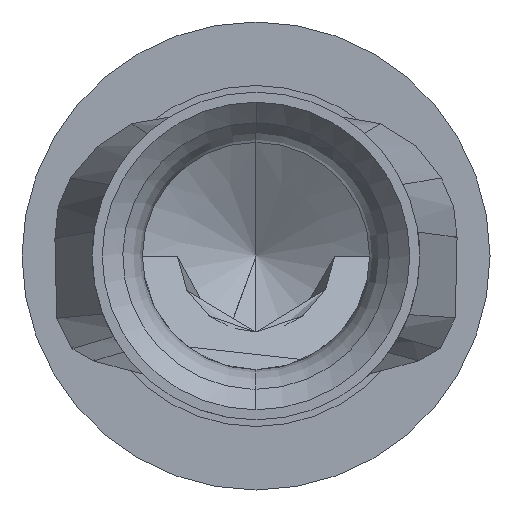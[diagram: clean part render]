
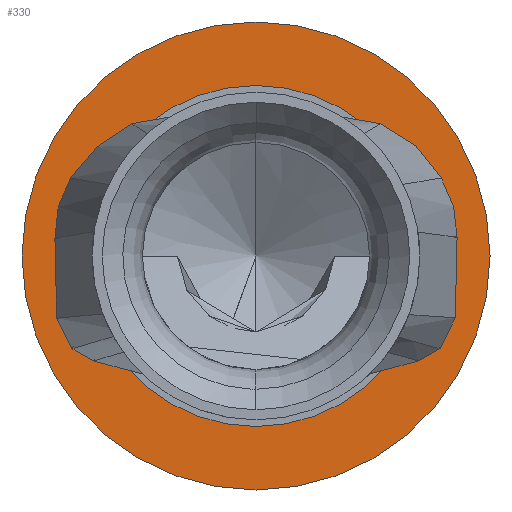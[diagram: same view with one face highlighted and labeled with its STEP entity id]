
A CAD part, left-side view. The second image highlights one B-rep face of the part: STEP entity #330.
In plain terms, the highlighted planar face has unit normal (-1, 0, 0).
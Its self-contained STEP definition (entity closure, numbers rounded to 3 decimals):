
#44=FACE_BOUND('',#544,.T.);
#45=FACE_BOUND('',#545,.T.);
#330=ADVANCED_FACE('',(#44,#45),#381,.F.);
#381=PLANE('',#1737);
#544=EDGE_LOOP('',(#940,#941));
#545=EDGE_LOOP('',(#942,#943));
#940=ORIENTED_EDGE('',*,*,#1500,.F.);
#941=ORIENTED_EDGE('',*,*,#1501,.F.);
#942=ORIENTED_EDGE('',*,*,#1496,.F.);
#943=ORIENTED_EDGE('',*,*,#1499,.F.);
#1289=VERTEX_POINT('',#2856);
#1290=VERTEX_POINT('',#2857);
#1291=VERTEX_POINT('',#2864);
#1292=VERTEX_POINT('',#2865);
#1496=EDGE_CURVE('',#1289,#1290,#1625,.T.);
#1499=EDGE_CURVE('',#1290,#1289,#1626,.T.);
#1500=EDGE_CURVE('',#1291,#1292,#1627,.T.);
#1501=EDGE_CURVE('',#1292,#1291,#1628,.T.);
#1625=CIRCLE('',#1731,1.75);
#1626=CIRCLE('',#1733,1.75);
#1627=CIRCLE('',#1735,1.275);
#1628=CIRCLE('',#1736,1.275);
#1731=AXIS2_PLACEMENT_3D('',#2855,#1974,#1975);
#1733=AXIS2_PLACEMENT_3D('',#2861,#1980,#1981);
#1735=AXIS2_PLACEMENT_3D('',#2863,#1984,#1985);
#1736=AXIS2_PLACEMENT_3D('',#2866,#1986,#1987);
#1737=AXIS2_PLACEMENT_3D('',#2867,#1988,#1989);
#1974=DIRECTION('',(1.,0.,0.));
#1975=DIRECTION('',(0.,0.,1.));
#1980=DIRECTION('',(1.,0.,0.));
#1981=DIRECTION('',(0.,0.,-1.));
#1984=DIRECTION('',(-1.,0.,0.));
#1985=DIRECTION('',(0.,0.,1.));
#1986=DIRECTION('',(-1.,0.,0.));
#1987=DIRECTION('',(0.,0.,-1.));
#1988=DIRECTION('',(1.,0.,0.));
#1989=DIRECTION('',(0.,0.,-1.));
#2855=CARTESIAN_POINT('',(0.45,0.,0.));
#2856=CARTESIAN_POINT('',(0.45,0.,1.75));
#2857=CARTESIAN_POINT('',(0.45,0.,-1.75));
#2861=CARTESIAN_POINT('',(0.45,0.,0.));
#2863=CARTESIAN_POINT('',(0.45,0.,0.));
#2864=CARTESIAN_POINT('',(0.45,0.,1.275));
#2865=CARTESIAN_POINT('',(0.45,0.,-1.275));
#2866=CARTESIAN_POINT('',(0.45,0.,0.));
#2867=CARTESIAN_POINT('',(0.45,0.,0.));
